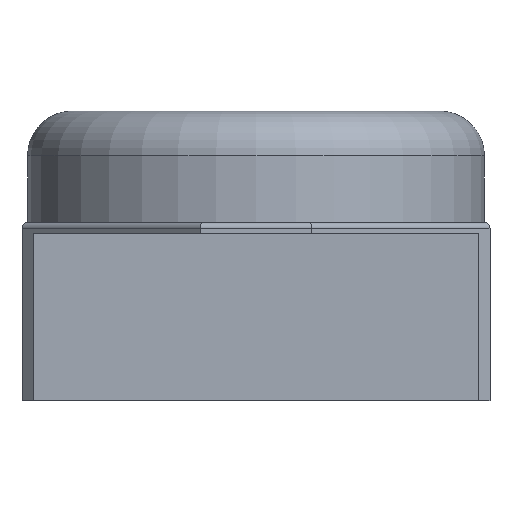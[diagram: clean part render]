
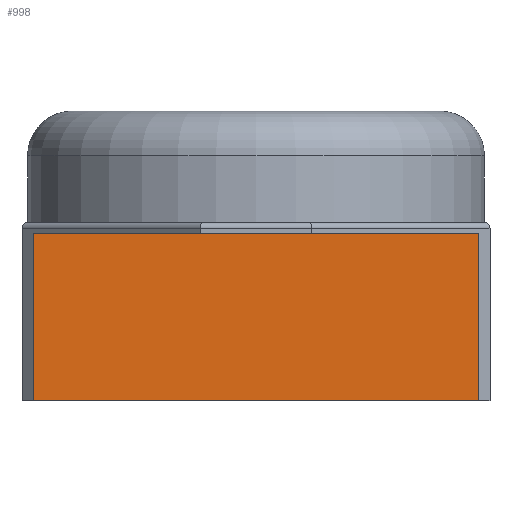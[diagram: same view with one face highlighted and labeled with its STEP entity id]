
A CAD part, left-side view. The second image highlights one B-rep face of the part: STEP entity #998.
In plain terms, the highlighted planar face has unit normal (-1, 0, 0).
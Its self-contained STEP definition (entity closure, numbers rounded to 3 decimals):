
#13=DIRECTION('',(0.,0.,1.));
#54=DIRECTION('',(1.,0.,0.));
#98=VECTOR('',#13,1.);
#187=DIRECTION('',(0.,-1.,0.));
#420=VECTOR('',#187,1.);
#488=CARTESIAN_POINT('',(-2.6,-2.,1.51));
#491=CARTESIAN_POINT('',(-2.6,-2.,0.01));
#711=VERTEX_POINT('',#712);
#712=CARTESIAN_POINT('',(-2.6,-0.5,1.51));
#832=VERTEX_POINT('',#833);
#833=CARTESIAN_POINT('',(-2.6,0.5,1.51));
#873=EDGE_CURVE('',#832,#711,#874,.T.);
#874=LINE('',#875,#420);
#875=CARTESIAN_POINT('',(-2.6,2.,1.51));
#884=ORIENTED_EDGE('',*,*,#885,.T.);
#885=EDGE_CURVE('',#711,#886,#874,.T.);
#886=VERTEX_POINT('',#488);
#927=VERTEX_POINT('',#491);
#932=VERTEX_POINT('',#933);
#933=CARTESIAN_POINT('',(-2.6,2.,0.01));
#936=EDGE_CURVE('',#932,#927,#937,.T.);
#937=LINE('',#933,#420);
#970=ORIENTED_EDGE('',*,*,#971,.T.);
#971=EDGE_CURVE('',#972,#832,#874,.T.);
#972=VERTEX_POINT('',#875);
#998=ADVANCED_FACE('',(#999),#1009,.F.);
#999=FACE_BOUND('',#1000,.F.);
#1000=EDGE_LOOP('',(#1001,#970,#1004,#884,#1005,#1008));
#1001=ORIENTED_EDGE('',*,*,#1002,.T.);
#1002=EDGE_CURVE('',#932,#972,#1003,.T.);
#1003=LINE('',#933,#98);
#1004=ORIENTED_EDGE('',*,*,#873,.T.);
#1005=ORIENTED_EDGE('',*,*,#1006,.F.);
#1006=EDGE_CURVE('',#927,#886,#1007,.T.);
#1007=LINE('',#491,#98);
#1008=ORIENTED_EDGE('',*,*,#936,.F.);
#1009=PLANE('',#1010);
#1010=AXIS2_PLACEMENT_3D('',#933,#54,#187);
